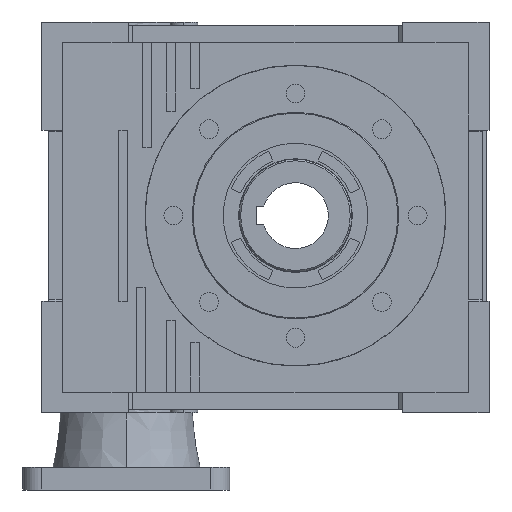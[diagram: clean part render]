
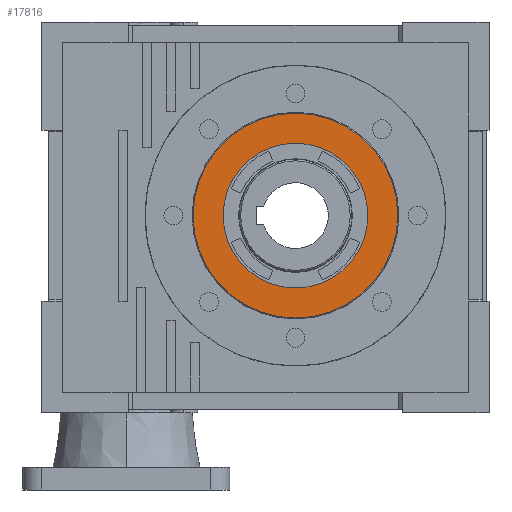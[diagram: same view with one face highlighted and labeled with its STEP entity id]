
A CAD part, left-side view. The second image highlights one B-rep face of the part: STEP entity #17816.
In plain terms, the highlighted planar face has unit normal (-1, 0, 0).
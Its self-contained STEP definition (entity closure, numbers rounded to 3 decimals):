
#209 = CARTESIAN_POINT ( 'NONE',  ( -70., 0., 0. ) ) ;
#1203 = CARTESIAN_POINT ( 'NONE',  ( -70., 0., 54.5 ) ) ;
#2441 = FACE_BOUND ( 'NONE', #9361, .T. ) ;
#2954 = CIRCLE ( 'NONE', #6614, 38.5 ) ;
#3803 = CARTESIAN_POINT ( 'NONE',  ( -70., 0., -38.5 ) ) ;
#4962 = CARTESIAN_POINT ( 'NONE',  ( -70., 0., -54.5 ) ) ;
#5014 = DIRECTION ( 'NONE',  ( 0., 0., 1. ) ) ;
#6614 = AXIS2_PLACEMENT_3D ( 'NONE', #9154, #15608, #10715 ) ;
#6787 = VERTEX_POINT ( 'NONE', #3803 ) ;
#6892 = CARTESIAN_POINT ( 'NONE',  ( -70., 0., 0. ) ) ;
#7724 = DIRECTION ( 'NONE',  ( 0., 0., -1. ) ) ;
#7803 = FACE_OUTER_BOUND ( 'NONE', #14872, .T. ) ;
#7900 = VERTEX_POINT ( 'NONE', #1203 ) ;
#8497 = CIRCLE ( 'NONE', #14321, 38.5 ) ;
#9154 = CARTESIAN_POINT ( 'NONE',  ( -70., 0., 0. ) ) ;
#9323 = DIRECTION ( 'NONE',  ( -1., 0., 0. ) ) ;
#9361 = EDGE_LOOP ( 'NONE', ( #19145, #15001 ) ) ;
#9385 = CIRCLE ( 'NONE', #12704, 54.5 ) ;
#9668 = VERTEX_POINT ( 'NONE', #14602 ) ;
#10715 = DIRECTION ( 'NONE',  ( 0., 0., -1. ) ) ;
#10964 = DIRECTION ( 'NONE',  ( 0., 0., -1. ) ) ;
#12147 = DIRECTION ( 'NONE',  ( -1., 0., 0. ) ) ;
#12173 = EDGE_CURVE ( 'NONE', #14962, #7900, #9385, .T. ) ;
#12464 = EDGE_CURVE ( 'NONE', #9668, #6787, #2954, .T. ) ;
#12503 = CARTESIAN_POINT ( 'NONE',  ( -70., 0., 0. ) ) ;
#12704 = AXIS2_PLACEMENT_3D ( 'NONE', #6892, #20433, #5014 ) ;
#12718 = CIRCLE ( 'NONE', #13318, 54.5 ) ;
#13318 = AXIS2_PLACEMENT_3D ( 'NONE', #12503, #9323, #17531 ) ;
#14209 = EDGE_CURVE ( 'NONE', #7900, #14962, #12718, .T. ) ;
#14321 = AXIS2_PLACEMENT_3D ( 'NONE', #21176, #17851, #7724 ) ;
#14602 = CARTESIAN_POINT ( 'NONE',  ( -70., 0., 38.5 ) ) ;
#14872 = EDGE_LOOP ( 'NONE', ( #16332, #21650 ) ) ;
#14962 = VERTEX_POINT ( 'NONE', #4962 ) ;
#15001 = ORIENTED_EDGE ( 'NONE', *, *, #19313, .T. ) ;
#15608 = DIRECTION ( 'NONE',  ( 1., 0., 0. ) ) ;
#16332 = ORIENTED_EDGE ( 'NONE', *, *, #12173, .T. ) ;
#17531 = DIRECTION ( 'NONE',  ( 0., 0., 1. ) ) ;
#17693 = AXIS2_PLACEMENT_3D ( 'NONE', #209, #12147, #10964 ) ;
#17816 = ADVANCED_FACE ( 'NONE', ( #7803, #2441 ), #20724, .T. ) ;
#17851 = DIRECTION ( 'NONE',  ( 1., 0., 0. ) ) ;
#19145 = ORIENTED_EDGE ( 'NONE', *, *, #12464, .T. ) ;
#19313 = EDGE_CURVE ( 'NONE', #6787, #9668, #8497, .T. ) ;
#20433 = DIRECTION ( 'NONE',  ( -1., 0., 0. ) ) ;
#20724 = PLANE ( 'NONE',  #17693 ) ;
#21176 = CARTESIAN_POINT ( 'NONE',  ( -70., 0., 0. ) ) ;
#21650 = ORIENTED_EDGE ( 'NONE', *, *, #14209, .T. ) ;
